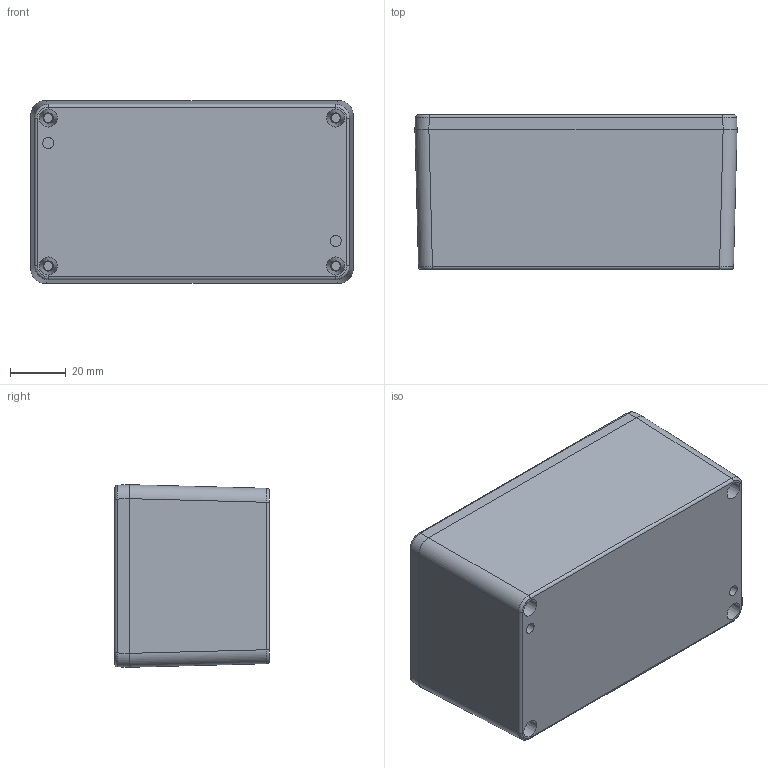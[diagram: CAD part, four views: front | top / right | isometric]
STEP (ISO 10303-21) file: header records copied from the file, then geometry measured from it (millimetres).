
FILE_DESCRIPTION (( 'STEP AP214' ), '1' );
FILE_NAME ('1550Z111.STEP', '2020-11-05T19:59:02', ( '' ), ( '' ), 'SwSTEP 2.0', 'SolidWorks 2019', '' );
FILE_SCHEMA (( 'AUTOMOTIVE_DESIGN' ));
Length unit declared in the file: inch
Products named in the file (1): 1550Z111
Bounding box: 115.4 x 55.52 x 65.4 mm (x, y, z)
Volume: 114162.8 mm3; surface area: 76203.3 mm2
Topology: 7 solids, 7 shells, 1374 faces, 3527 edges, 2236 vertices
Faces by surface type: bspline 491, plane 379, cone 258, cylinder 238, torus 8
Full cylindrical faces by diameter (mm): 3.3 x4, 3.9 x60, 7.5 x4
Entity records: 61816 total; most frequent: CARTESIAN_POINT 34167, ORIENTED_EDGE 6134, DIRECTION 4461, EDGE_CURVE 3067, VERTEX_POINT 2026, EDGE_LOOP 1715, AXIS2_PLACEMENT_3D 1644, FACE_OUTER_BOUND 1454
